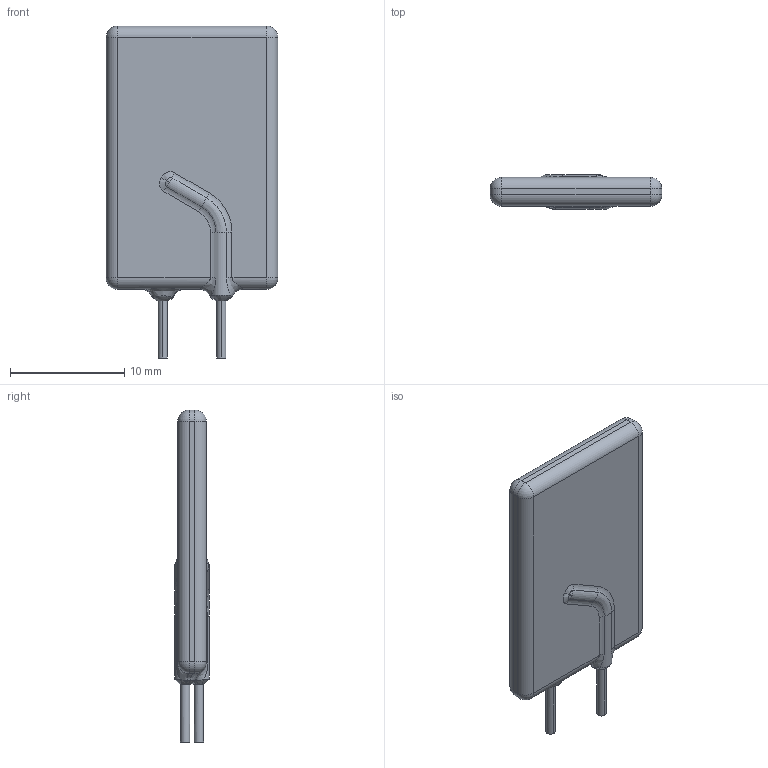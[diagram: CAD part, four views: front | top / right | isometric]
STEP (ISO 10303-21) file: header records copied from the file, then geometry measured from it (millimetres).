
FILE_DESCRIPTION (( 'STEP AP214' ), '1' );
FILE_NAME ('FUSE-TH_L15.0-W3.0-P5.08-D1.0-S1.2.step', '2022-06-28T10:55:44', ( '' ), ( '' ), 'SwSTEP 2.0', 'SolidWorks 2020', '' );
FILE_SCHEMA (( 'AUTOMOTIVE_DESIGN' ));
Length unit declared in the file: millimetre
Products named in the file (1): FUSE-TH_L15.0-W3.0-P5.08-D1.0-S1.2
Bounding box: 15 x 3 x 29 mm (x, y, z)
Volume: 846.1 mm3; surface area: 846 mm2
Topology: 1 solids, 1 shells, 369 faces, 969 edges, 620 vertices
Faces by surface type: plane 183, bspline 134, cylinder 30, torus 14, sphere 8
Entity records: 17818 total; most frequent: CARTESIAN_POINT 5629, ORIENTED_EDGE 1922, DIRECTION 1225, EDGE_CURVE 961, VERTEX_POINT 620, VECTOR 593, LINE 593, EDGE_LOOP 395
